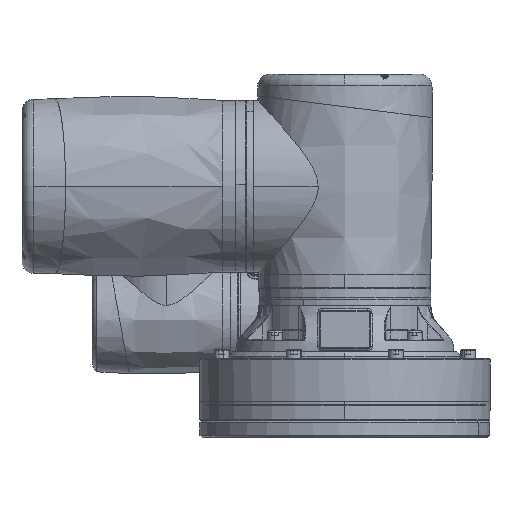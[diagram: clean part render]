
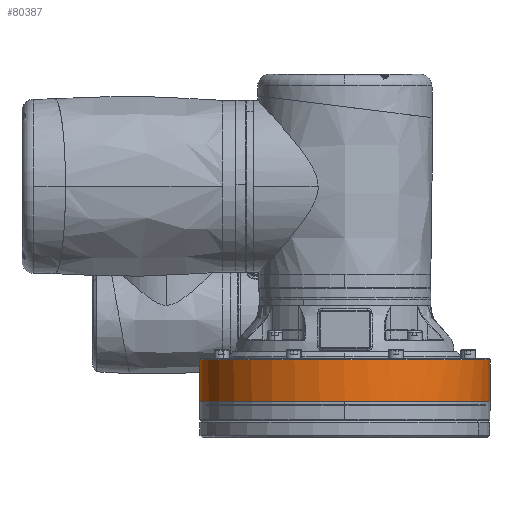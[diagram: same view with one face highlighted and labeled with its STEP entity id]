
A CAD part, left-side view. The second image highlights one B-rep face of the part: STEP entity #80387.
In plain terms, the highlighted cylindrical face has radius 125 mm (diameter 250 mm), a partial arc.
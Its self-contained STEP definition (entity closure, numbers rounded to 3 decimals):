
#1068 = CARTESIAN_POINT ( 'NONE',  ( -125., 0., -19. ) ) ;
#1300 = VERTEX_POINT ( 'NONE', #25220 ) ;
#5275 = EDGE_CURVE ( 'NONE', #20011, #33337, #13495, .T. ) ;
#9321 = ORIENTED_EDGE ( 'NONE', *, *, #117013, .F. ) ;
#10063 = ORIENTED_EDGE ( 'NONE', *, *, #5275, .T. ) ;
#12899 = LINE ( 'NONE', #72772, #34379 ) ;
#12971 = CIRCLE ( 'NONE', #28064, 125. ) ;
#13409 = VERTEX_POINT ( 'NONE', #1068 ) ;
#13495 = CIRCLE ( 'NONE', #52991, 125. ) ;
#20011 = VERTEX_POINT ( 'NONE', #92387 ) ;
#24909 = CARTESIAN_POINT ( 'NONE',  ( 0., 0., -19. ) ) ;
#25220 = CARTESIAN_POINT ( 'NONE',  ( 125., 0., -19. ) ) ;
#28064 = AXIS2_PLACEMENT_3D ( 'NONE', #24909, #89072, #34115 ) ;
#33337 = VERTEX_POINT ( 'NONE', #47648 ) ;
#34115 = DIRECTION ( 'NONE',  ( 0.008, -1., 0. ) ) ;
#34379 = VECTOR ( 'NONE', #36769, 1000. ) ;
#36769 = DIRECTION ( 'NONE',  ( 0., 0., 1. ) ) ;
#37694 = AXIS2_PLACEMENT_3D ( 'NONE', #95045, #40103, #95432 ) ;
#38113 = CARTESIAN_POINT ( 'NONE',  ( 0., 0., -19. ) ) ;
#40103 = DIRECTION ( 'NONE',  ( 0., 0., 1. ) ) ;
#43567 = DIRECTION ( 'NONE',  ( 0., 0., -1. ) ) ;
#43639 = CYLINDRICAL_SURFACE ( 'NONE', #37694, 125. ) ;
#47318 = DIRECTION ( 'NONE',  ( 0.008, -1., 0. ) ) ;
#47648 = CARTESIAN_POINT ( 'NONE',  ( 125., 0., 16.5 ) ) ;
#49201 = CARTESIAN_POINT ( 'NONE',  ( -125., 0., -20. ) ) ;
#52991 = AXIS2_PLACEMENT_3D ( 'NONE', #98508, #43567, #107769 ) ;
#53180 = CIRCLE ( 'NONE', #107934, 125. ) ;
#54420 = ORIENTED_EDGE ( 'NONE', *, *, #81693, .T. ) ;
#62781 = LINE ( 'NONE', #49201, #81473 ) ;
#72772 = CARTESIAN_POINT ( 'NONE',  ( 125., 0., -20. ) ) ;
#73112 = ORIENTED_EDGE ( 'NONE', *, *, #76503, .F. ) ;
#73877 = CARTESIAN_POINT ( 'NONE',  ( -1.013, 124.996, -19. ) ) ;
#76503 = EDGE_CURVE ( 'NONE', #103978, #1300, #53180, .T. ) ;
#76843 = DIRECTION ( 'NONE',  ( 0., 0., 1. ) ) ;
#80387 = ADVANCED_FACE ( 'NONE', ( #101078 ), #43639, .T. ) ;
#81473 = VECTOR ( 'NONE', #76843, 1000. ) ;
#81693 = EDGE_CURVE ( 'NONE', #13409, #20011, #62781, .T. ) ;
#89072 = DIRECTION ( 'NONE',  ( 0., 0., -1. ) ) ;
#92387 = CARTESIAN_POINT ( 'NONE',  ( -125., 0., 16.5 ) ) ;
#94661 = ORIENTED_EDGE ( 'NONE', *, *, #102836, .F. ) ;
#95045 = CARTESIAN_POINT ( 'NONE',  ( 0., 0., -20. ) ) ;
#95432 = DIRECTION ( 'NONE',  ( 1., 0., 0. ) ) ;
#98508 = CARTESIAN_POINT ( 'NONE',  ( 0., 0., 16.5 ) ) ;
#101078 = FACE_OUTER_BOUND ( 'NONE', #101613, .T. ) ;
#101613 = EDGE_LOOP ( 'NONE', ( #94661, #54420, #10063, #9321, #73112 ) ) ;
#102312 = DIRECTION ( 'NONE',  ( 0., 0., -1. ) ) ;
#102836 = EDGE_CURVE ( 'NONE', #13409, #103978, #12971, .T. ) ;
#103978 = VERTEX_POINT ( 'NONE', #73877 ) ;
#107769 = DIRECTION ( 'NONE',  ( 1., 0., 0. ) ) ;
#107934 = AXIS2_PLACEMENT_3D ( 'NONE', #38113, #102312, #47318 ) ;
#117013 = EDGE_CURVE ( 'NONE', #1300, #33337, #12899, .T. ) ;
